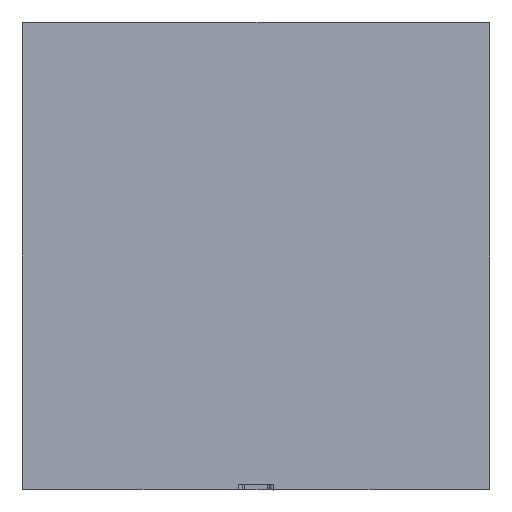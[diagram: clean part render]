
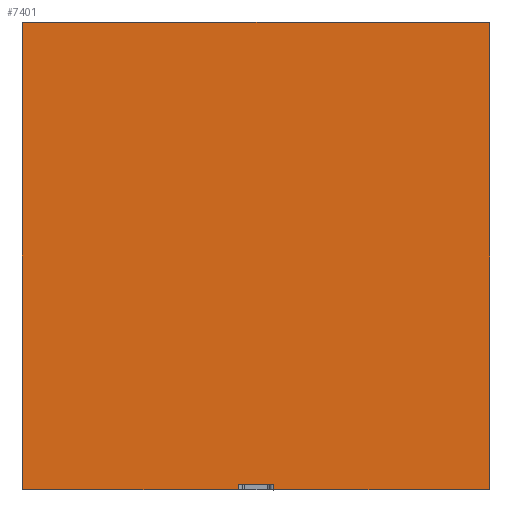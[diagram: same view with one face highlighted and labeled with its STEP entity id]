
A CAD part, left-side view. The second image highlights one B-rep face of the part: STEP entity #7401.
In plain terms, the highlighted face is planar.
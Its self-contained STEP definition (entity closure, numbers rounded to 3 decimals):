
#5351=CARTESIAN_POINT(' ',(-85.,84.,12.));
#5352=VERTEX_POINT(' ',#5351);
#5366=CARTESIAN_POINT(' ',(-85.,84.,12.));
#5371=DIRECTION(' ',(0.,-1.,0.));
#5376=VECTOR(' ',#5371,1.);
#5381=LINE('',#5366,#5376);
#5386=CARTESIAN_POINT(' ',(-85.,-84.,12.));
#5387=VERTEX_POINT(' ',#5386);
#5391=EDGE_CURVE(' ',#5352,#5387,#5381,.T.);
#5686=CARTESIAN_POINT(' ',(-84.,-85.,12.));
#5687=VERTEX_POINT(' ',#5686);
#5701=CARTESIAN_POINT(' ',(-84.,-85.,12.));
#5706=DIRECTION(' ',(1.,0.,0.));
#5711=VECTOR(' ',#5706,1.);
#5716=LINE('',#5701,#5711);
#5721=CARTESIAN_POINT(' ',(84.,-85.,12.));
#5722=VERTEX_POINT(' ',#5721);
#5726=EDGE_CURVE(' ',#5687,#5722,#5716,.T.);
#6021=CARTESIAN_POINT(' ',(85.,-6.467,12.));
#6022=VERTEX_POINT(' ',#6021);
#6181=CARTESIAN_POINT(' ',(85.,6.467,12.));
#6182=VERTEX_POINT(' ',#6181);
#6196=CARTESIAN_POINT(' ',(85.,6.467,12.));
#6201=DIRECTION(' ',(0.,1.,0.));
#6206=VECTOR(' ',#6201,1.);
#6211=LINE('',#6196,#6206);
#6216=CARTESIAN_POINT(' ',(85.,84.,12.));
#6217=VERTEX_POINT(' ',#6216);
#6221=EDGE_CURVE(' ',#6182,#6217,#6211,.T.);
#6286=CARTESIAN_POINT(' ',(85.,-84.,12.));
#6287=VERTEX_POINT(' ',#6286);
#6301=CARTESIAN_POINT(' ',(85.,-84.,12.));
#6306=DIRECTION(' ',(0.,1.,0.));
#6311=VECTOR(' ',#6306,1.);
#6316=LINE('',#6301,#6311);
#6321=EDGE_CURVE(' ',#6287,#6022,#6316,.T.);
#6586=CARTESIAN_POINT(' ',(84.,85.,12.));
#6587=VERTEX_POINT(' ',#6586);
#6601=CARTESIAN_POINT(' ',(84.,85.,12.));
#6606=DIRECTION(' ',(-1.,0.,0.));
#6611=VECTOR(' ',#6606,1.);
#6616=LINE('',#6601,#6611);
#6621=CARTESIAN_POINT(' ',(-84.,85.,12.));
#6622=VERTEX_POINT(' ',#6621);
#6626=EDGE_CURVE(' ',#6587,#6622,#6616,.T.);
#7071=CARTESIAN_POINT(' ',(-84.,84.,12.));
#7076=DIRECTION(' ',(0.,0.,-1.));
#7081=DIRECTION(' ',(-1.,0.,0.));
#7086=AXIS2_PLACEMENT_3D(' ',#7071,#7076,#7081);
#7091=CIRCLE('',#7086,1.);
#7096=EDGE_CURVE(' ',#5352,#6622,#7091,.T.);
#7131=DIRECTION(' ',(0.,0.,-1.));
#7136=CARTESIAN_POINT(' ',(-85.,85.,12.));
#7141=DIRECTION(' ',(1.,0.,0.));
#7146=AXIS2_PLACEMENT_3D(' ',#7136,#7131,#7141);
#7151=PLANE('',#7146);
#7156=ORIENTED_EDGE(' ',*,*,#6321,.F.);
#7161=CARTESIAN_POINT(' ',(84.,-84.,12.));
#7166=DIRECTION(' ',(0.,0.,-1.));
#7171=DIRECTION(' ',(1.,0.,0.));
#7176=AXIS2_PLACEMENT_3D(' ',#7161,#7166,#7171);
#7181=CIRCLE('',#7176,1.);
#7186=EDGE_CURVE(' ',#6287,#5722,#7181,.T.);
#7191=ORIENTED_EDGE(' ',*,*,#7186,.T.);
#7196=ORIENTED_EDGE(' ',*,*,#5726,.F.);
#7201=CARTESIAN_POINT(' ',(-84.,-84.,12.));
#7206=DIRECTION(' ',(0.,0.,-1.));
#7211=DIRECTION(' ',(0.,-1.,0.));
#7216=AXIS2_PLACEMENT_3D(' ',#7201,#7206,#7211);
#7221=CIRCLE('',#7216,1.);
#7226=EDGE_CURVE(' ',#5687,#5387,#7221,.T.);
#7231=ORIENTED_EDGE(' ',*,*,#7226,.T.);
#7236=ORIENTED_EDGE(' ',*,*,#5391,.F.);
#7241=ORIENTED_EDGE(' ',*,*,#7096,.T.);
#7246=ORIENTED_EDGE(' ',*,*,#6626,.F.);
#7251=CARTESIAN_POINT(' ',(84.,84.,12.));
#7256=DIRECTION(' ',(0.,0.,-1.));
#7261=DIRECTION(' ',(0.,1.,0.));
#7266=AXIS2_PLACEMENT_3D(' ',#7251,#7256,#7261);
#7271=CIRCLE('',#7266,1.);
#7276=EDGE_CURVE(' ',#6587,#6217,#7271,.T.);
#7281=ORIENTED_EDGE(' ',*,*,#7276,.T.);
#7286=ORIENTED_EDGE(' ',*,*,#6221,.F.);
#7291=CARTESIAN_POINT(' ',(85.,6.467,12.));
#7296=DIRECTION(' ',(-1.,0.,0.));
#7301=VECTOR(' ',#7296,1.);
#7306=LINE('',#7291,#7301);
#7311=CARTESIAN_POINT(' ',(83.,6.467,12.));
#7312=VERTEX_POINT(' ',#7311);
#7316=EDGE_CURVE(' ',#6182,#7312,#7306,.T.);
#7321=ORIENTED_EDGE(' ',*,*,#7316,.T.);
#7326=CARTESIAN_POINT(' ',(83.,6.467,12.));
#7331=DIRECTION(' ',(0.,-1.,0.));
#7336=VECTOR(' ',#7331,1.);
#7341=LINE('',#7326,#7336);
#7346=CARTESIAN_POINT(' ',(83.,-6.467,12.));
#7347=VERTEX_POINT(' ',#7346);
#7351=EDGE_CURVE(' ',#7312,#7347,#7341,.T.);
#7356=ORIENTED_EDGE(' ',*,*,#7351,.T.);
#7361=CARTESIAN_POINT(' ',(85.,-6.467,12.));
#7366=DIRECTION(' ',(-1.,0.,0.));
#7371=VECTOR(' ',#7366,1.);
#7376=LINE('',#7361,#7371);
#7381=EDGE_CURVE(' ',#6022,#7347,#7376,.T.);
#7386=ORIENTED_EDGE(' ',*,*,#7381,.F.);
#7391=EDGE_LOOP(' ',(#7156,#7191,#7196,#7231,#7236,#7241,#7246,#7281,#7286,#7321,#7356,#7386));
#7396=FACE_OUTER_BOUND(' ',#7391,.T.);
#7401=ADVANCED_FACE('',(#7396),#7151,.T.);
